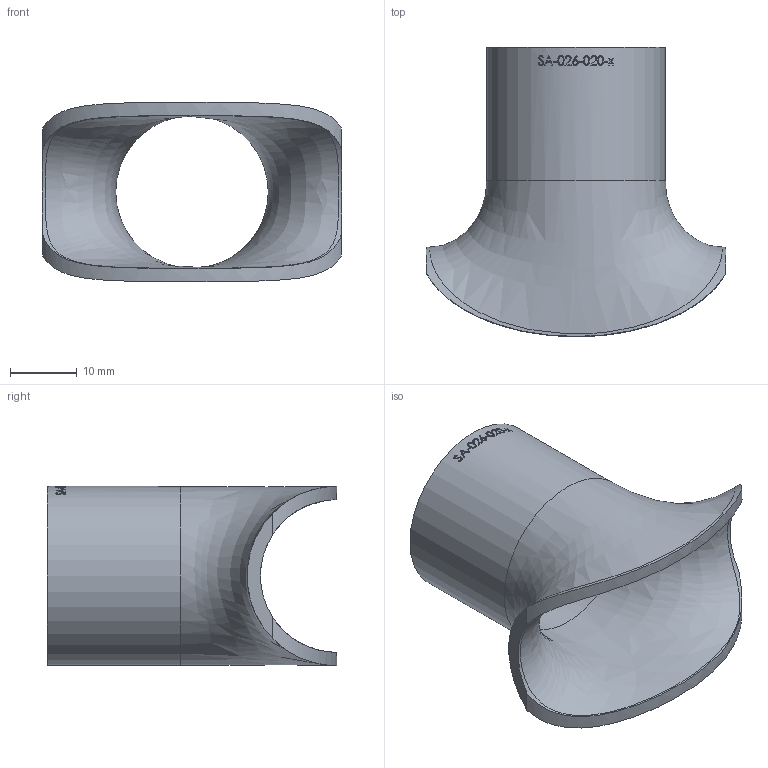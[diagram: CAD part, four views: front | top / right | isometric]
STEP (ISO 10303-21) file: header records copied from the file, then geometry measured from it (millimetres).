
FILE_DESCRIPTION (( 'STEP AP214' ), '1' );
FILE_NAME ('SA-026-020-x Sattelstutzen 1912.STEP', '2019-12-05T12:54:39', ( '' ), ( '' ), 'SwSTEP 2.0', 'SolidWorks 2016', '' );
FILE_SCHEMA (( 'AUTOMOTIVE_DESIGN' ));
Length unit declared in the file: millimetre
Products named in the file (1): SA-026-020-x Sattelstutzen 1912
Bounding box: 45 x 43.45 x 26.9 mm (x, y, z)
Volume: 7322.9 mm3; surface area: 7651.9 mm2
Topology: 1 solids, 1 shells, 144 faces, 374 edges, 249 vertices
Faces by surface type: bspline 90, plane 32, cylinder 22
Full cylindrical faces by diameter (mm): 22.9 x1, 26.9 x1
Entity records: 16572 total; most frequent: CARTESIAN_POINT 12442, ORIENTED_EDGE 726, EDGE_CURVE 363, B_SPLINE_CURVE_WITH_KNOTS 278, VERTEX_POINT 244, DIRECTION 242, EDGE_LOOP 167, FACE_OUTER_BOUND 147
